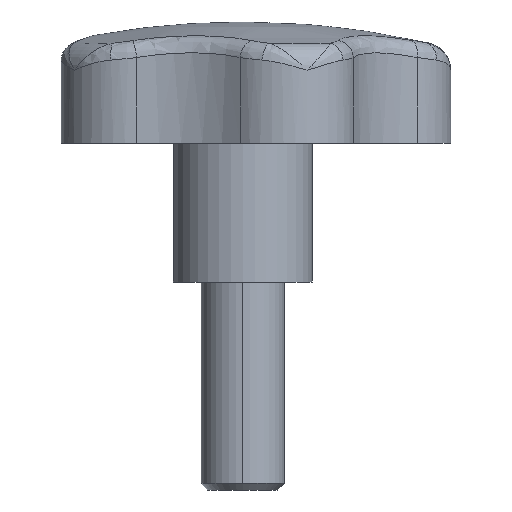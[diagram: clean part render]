
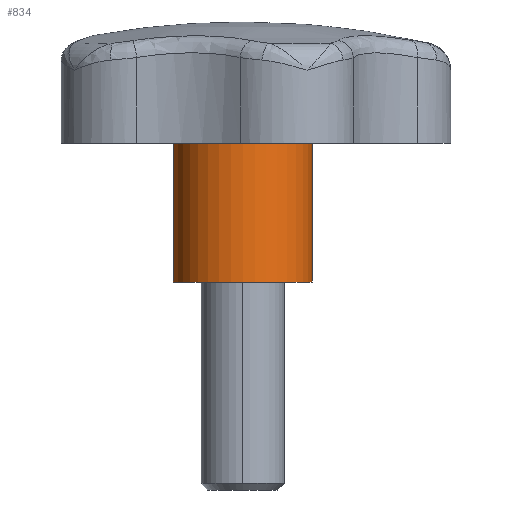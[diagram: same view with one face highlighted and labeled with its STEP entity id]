
A CAD part, left-side view. The second image highlights one B-rep face of the part: STEP entity #834.
In plain terms, the highlighted cylindrical face has radius 10 mm (diameter 20 mm), a partial arc.
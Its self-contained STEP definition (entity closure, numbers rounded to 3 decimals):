
#682=EDGE_CURVE('',#728,#776,#1339,.T.);
#702=EDGE_CURVE('',#728,#754,#1360,.T.);
#728=VERTEX_POINT('',#1388);
#744=EDGE_CURVE('',#796,#754,#1406,.T.);
#754=VERTEX_POINT('',#1417);
#762=EDGE_CURVE('',#796,#776,#1426,.T.);
#776=VERTEX_POINT('',#1443);
#796=VERTEX_POINT('',#1464);
#834=ADVANCED_FACE('',(#1508),#1509,.T.);
#1339=CIRCLE('',#3337,10.);
#1360=LINE('',#3431,#3432);
#1388=CARTESIAN_POINT('',(0.,10.,0.));
#1406=CIRCLE('',#3609,10.0);
#1417=CARTESIAN_POINT('',(0.,10.,30.549));
#1426=LINE('',#3732,#3733);
#1443=CARTESIAN_POINT('',(0.,-10.,0.));
#1464=CARTESIAN_POINT('',(0.,-10.0,30.549));
#1508=FACE_OUTER_BOUND('',#4027,.T.);
#1509=CYLINDRICAL_SURFACE('',#4028,10.);
#3337=AXIS2_PLACEMENT_3D('',#4764,#4765,#4766);
#3431=CARTESIAN_POINT('',(0.,10.,8.0));
#3432=VECTOR('',#4781,1.0);
#3609=AXIS2_PLACEMENT_3D('',#4832,#4833,#4834);
#3732=CARTESIAN_POINT('',(0.,-10.,8.0));
#3733=VECTOR('',#4855,1.0);
#4027=EDGE_LOOP('',(#4947,#4948,#4949,#4950));
#4028=AXIS2_PLACEMENT_3D('',#4951,#4952,#4953);
#4764=CARTESIAN_POINT('',(0.,0.,0.));
#4765=DIRECTION('',(0.0,0.0,1.0));
#4766=DIRECTION('',(0.,-1.0,0.0));
#4781=DIRECTION('',(-0.0,-0.0,1.0));
#4832=CARTESIAN_POINT('',(0.,0.,30.549));
#4833=DIRECTION('',(0.0,0.0,-1.0));
#4834=DIRECTION('',(0.0,1.0,0.0));
#4855=DIRECTION('',(0.0,0.0,-1.0));
#4947=ORIENTED_EDGE('',*,*,#762,.F.);
#4948=ORIENTED_EDGE('',*,*,#744,.T.);
#4949=ORIENTED_EDGE('',*,*,#702,.F.);
#4950=ORIENTED_EDGE('',*,*,#682,.T.);
#4951=CARTESIAN_POINT('',(0.,0.,8.0));
#4952=DIRECTION('',(0.0,-0.0,1.0));
#4953=DIRECTION('',(0.,-1.0,0.0));
